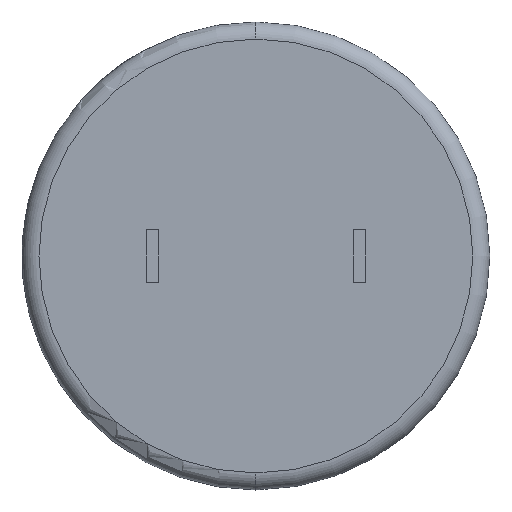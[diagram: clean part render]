
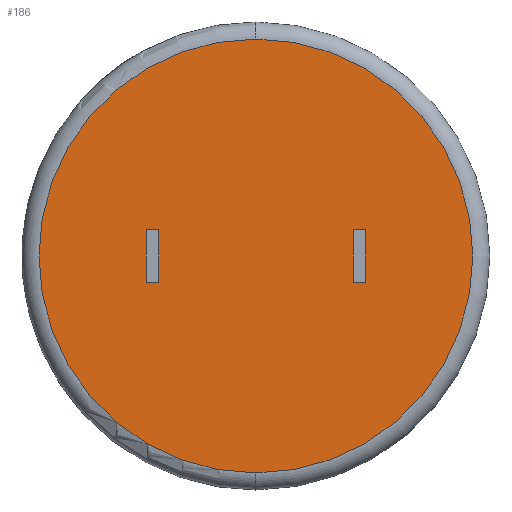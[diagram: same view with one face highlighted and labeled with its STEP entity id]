
A CAD part, front view. The second image highlights one B-rep face of the part: STEP entity #186.
In plain terms, the highlighted planar face has unit normal (0, -1, 0).
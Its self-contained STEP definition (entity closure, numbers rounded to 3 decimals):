
#51 = ORIENTED_EDGE ( 'NONE', *, *, #1523, .T. ) ;
#74 = CARTESIAN_POINT ( 'NONE',  ( -2.69, 0., -0.65 ) ) ;
#97 = ORIENTED_EDGE ( 'NONE', *, *, #466, .F. ) ;
#186 = ADVANCED_FACE ( 'NONE', ( #872, #535, #252 ), #423, .F. ) ;
#208 = CARTESIAN_POINT ( 'NONE',  ( -2.39, 0., -0.65 ) ) ;
#231 = AXIS2_PLACEMENT_3D ( 'NONE', #2359, #645, #1291 ) ;
#241 = ORIENTED_EDGE ( 'NONE', *, *, #1623, .T. ) ;
#252 = FACE_BOUND ( 'NONE', #556, .T. ) ;
#256 = EDGE_CURVE ( 'NONE', #2639, #1762, #692, .T. ) ;
#269 = CARTESIAN_POINT ( 'NONE',  ( 0., 0., -5.331 ) ) ;
#304 = CARTESIAN_POINT ( 'NONE',  ( 2.39, 0., -0.65 ) ) ;
#308 = VERTEX_POINT ( 'NONE', #269 ) ;
#346 = ORIENTED_EDGE ( 'NONE', *, *, #1655, .T. ) ;
#380 = DIRECTION ( 'NONE',  ( 0., 0., 1. ) ) ;
#413 = ORIENTED_EDGE ( 'NONE', *, *, #2427, .F. ) ;
#423 = PLANE ( 'NONE',  #231 ) ;
#453 = VERTEX_POINT ( 'NONE', #1596 ) ;
#456 = ORIENTED_EDGE ( 'NONE', *, *, #2038, .F. ) ;
#458 = ORIENTED_EDGE ( 'NONE', *, *, #2775, .F. ) ;
#466 = EDGE_CURVE ( 'NONE', #2403, #1272, #2754, .T. ) ;
#471 = CIRCLE ( 'NONE', #2631, 5.331 ) ;
#483 = CARTESIAN_POINT ( 'NONE',  ( -2.39, 0., 0.65 ) ) ;
#506 = DIRECTION ( 'NONE',  ( -1., 0., 0. ) ) ;
#532 = DIRECTION ( 'NONE',  ( 0., -1., 0. ) ) ;
#535 = FACE_BOUND ( 'NONE', #1495, .T. ) ;
#556 = EDGE_LOOP ( 'NONE', ( #2376, #413, #458, #97 ) ) ;
#586 = VECTOR ( 'NONE', #2281, 1000. ) ;
#590 = DIRECTION ( 'NONE',  ( 0., 0., 1. ) ) ;
#645 = DIRECTION ( 'NONE',  ( 0., 1., 0. ) ) ;
#690 = ORIENTED_EDGE ( 'NONE', *, *, #843, .T. ) ;
#692 = LINE ( 'NONE', #483, #2723 ) ;
#709 = CARTESIAN_POINT ( 'NONE',  ( 2.39, 0., 0.65 ) ) ;
#747 = DIRECTION ( 'NONE',  ( 0., 0., 1. ) ) ;
#843 = EDGE_CURVE ( 'NONE', #308, #1635, #471, .T. ) ;
#872 = FACE_OUTER_BOUND ( 'NONE', #2575, .T. ) ;
#899 = CARTESIAN_POINT ( 'NONE',  ( 2.69, 0., 0.65 ) ) ;
#970 = VECTOR ( 'NONE', #1815, 1000. ) ;
#994 = CARTESIAN_POINT ( 'NONE',  ( 0., 0., 0. ) ) ;
#1105 = VERTEX_POINT ( 'NONE', #1487 ) ;
#1272 = VERTEX_POINT ( 'NONE', #2595 ) ;
#1291 = DIRECTION ( 'NONE',  ( 0., 0., 1. ) ) ;
#1384 = CARTESIAN_POINT ( 'NONE',  ( 2.69, 0., 0. ) ) ;
#1400 = AXIS2_PLACEMENT_3D ( 'NONE', #2092, #1661, #590 ) ;
#1404 = LINE ( 'NONE', #709, #1929 ) ;
#1413 = VECTOR ( 'NONE', #380, 1000. ) ;
#1461 = CARTESIAN_POINT ( 'NONE',  ( -2.39, 0., 0.65 ) ) ;
#1487 = CARTESIAN_POINT ( 'NONE',  ( -2.69, 0., 0.65 ) ) ;
#1495 = EDGE_LOOP ( 'NONE', ( #346, #51, #2484, #456 ) ) ;
#1523 = EDGE_CURVE ( 'NONE', #1105, #2639, #1613, .T. ) ;
#1526 = LINE ( 'NONE', #2239, #586 ) ;
#1557 = VECTOR ( 'NONE', #2435, 1000. ) ;
#1575 = DIRECTION ( 'NONE',  ( 1., 0., 0. ) ) ;
#1596 = CARTESIAN_POINT ( 'NONE',  ( 2.39, 0., 0.65 ) ) ;
#1613 = LINE ( 'NONE', #2489, #2492 ) ;
#1623 = EDGE_CURVE ( 'NONE', #1635, #308, #2034, .T. ) ;
#1635 = VERTEX_POINT ( 'NONE', #2325 ) ;
#1655 = EDGE_CURVE ( 'NONE', #2715, #1105, #1969, .T. ) ;
#1661 = DIRECTION ( 'NONE',  ( 0., -1., 0. ) ) ;
#1674 = CARTESIAN_POINT ( 'NONE',  ( -2.69, 0., 0. ) ) ;
#1762 = VERTEX_POINT ( 'NONE', #208 ) ;
#1784 = CARTESIAN_POINT ( 'NONE',  ( 2.39, 0., -0.65 ) ) ;
#1815 = DIRECTION ( 'NONE',  ( 1., 0., 0. ) ) ;
#1928 = VERTEX_POINT ( 'NONE', #899 ) ;
#1929 = VECTOR ( 'NONE', #506, 1000. ) ;
#1964 = LINE ( 'NONE', #74, #2718 ) ;
#1969 = LINE ( 'NONE', #1674, #1413 ) ;
#1983 = DIRECTION ( 'NONE',  ( 0., 0., -1. ) ) ;
#2034 = CIRCLE ( 'NONE', #1400, 5.331 ) ;
#2038 = EDGE_CURVE ( 'NONE', #2715, #1762, #1964, .T. ) ;
#2054 = DIRECTION ( 'NONE',  ( 1., 0., 0. ) ) ;
#2092 = CARTESIAN_POINT ( 'NONE',  ( 0., 0., 0. ) ) ;
#2117 = CARTESIAN_POINT ( 'NONE',  ( -2.69, 0., -0.65 ) ) ;
#2239 = CARTESIAN_POINT ( 'NONE',  ( 2.39, 0., -0.65 ) ) ;
#2281 = DIRECTION ( 'NONE',  ( 0., 0., -1. ) ) ;
#2325 = CARTESIAN_POINT ( 'NONE',  ( 0., 0., 5.331 ) ) ;
#2359 = CARTESIAN_POINT ( 'NONE',  ( 0., 0., 0. ) ) ;
#2376 = ORIENTED_EDGE ( 'NONE', *, *, #2541, .F. ) ;
#2403 = VERTEX_POINT ( 'NONE', #1784 ) ;
#2427 = EDGE_CURVE ( 'NONE', #1928, #453, #1404, .T. ) ;
#2435 = DIRECTION ( 'NONE',  ( 0., 0., 1. ) ) ;
#2484 = ORIENTED_EDGE ( 'NONE', *, *, #256, .T. ) ;
#2489 = CARTESIAN_POINT ( 'NONE',  ( -2.69, 0., 0.65 ) ) ;
#2492 = VECTOR ( 'NONE', #2054, 1000. ) ;
#2541 = EDGE_CURVE ( 'NONE', #453, #2403, #1526, .T. ) ;
#2547 = LINE ( 'NONE', #1384, #1557 ) ;
#2575 = EDGE_LOOP ( 'NONE', ( #241, #690 ) ) ;
#2595 = CARTESIAN_POINT ( 'NONE',  ( 2.69, 0., -0.65 ) ) ;
#2631 = AXIS2_PLACEMENT_3D ( 'NONE', #994, #532, #747 ) ;
#2639 = VERTEX_POINT ( 'NONE', #1461 ) ;
#2715 = VERTEX_POINT ( 'NONE', #2117 ) ;
#2718 = VECTOR ( 'NONE', #1575, 1000. ) ;
#2723 = VECTOR ( 'NONE', #1983, 1000. ) ;
#2754 = LINE ( 'NONE', #304, #970 ) ;
#2775 = EDGE_CURVE ( 'NONE', #1272, #1928, #2547, .T. ) ;
